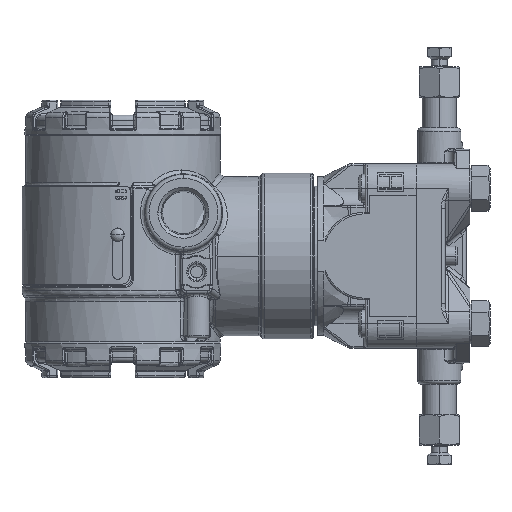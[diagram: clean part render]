
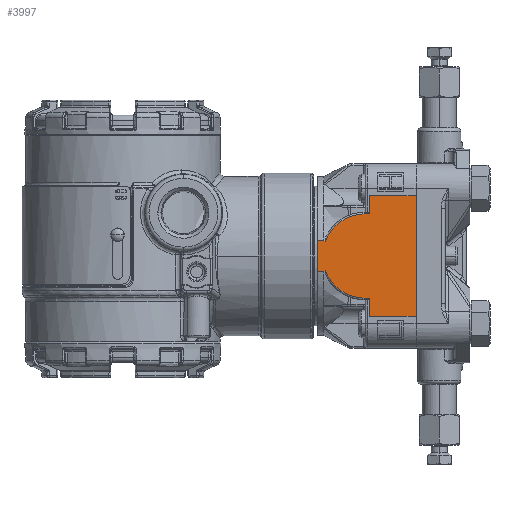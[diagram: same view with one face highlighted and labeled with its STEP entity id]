
A CAD part, left-side view. The second image highlights one B-rep face of the part: STEP entity #3997.
In plain terms, the highlighted planar face has unit normal (-1, 0, 0).
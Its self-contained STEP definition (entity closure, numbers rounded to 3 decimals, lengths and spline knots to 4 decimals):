
#247=CARTESIAN_POINT('',(-1.225,-3.805,0.));
#248=DIRECTION('',(-1.,0.,0.));
#249=DIRECTION('',(0.,0.,1.));
#250=AXIS2_PLACEMENT_3D('',#247,#248,#249);
#280=DIRECTION('',(0.,-1.,0.));
#281=VECTOR('',#280,0.095);
#282=CARTESIAN_POINT('',(-1.225,-3.059,-0.2487));
#283=LINE('',#282,#281);
#284=DIRECTION('',(0.,0.,1.));
#285=VECTOR('',#284,0.4975);
#286=CARTESIAN_POINT('',(-1.225,-3.059,-0.2487));
#287=LINE('',#286,#285);
#288=DIRECTION('',(0.,-1.,0.));
#289=VECTOR('',#288,0.095);
#290=CARTESIAN_POINT('',(-1.225,-3.059,0.2487));
#291=LINE('',#290,#289);
#296=DIRECTION('',(0.,1.,0.));
#297=VECTOR('',#296,0.07);
#298=CARTESIAN_POINT('',(-1.225,-3.875,-0.663));
#299=LINE('',#298,#297);
#332=CARTESIAN_POINT('',(-1.225,-3.805,0.));
#333=DIRECTION('',(1.,0.,0.));
#334=DIRECTION('',(0.,0.,-1.));
#335=AXIS2_PLACEMENT_3D('',#332,#333,#334);
#342=CARTESIAN_POINT('',(-1.225,-3.1798,0.2208));
#343=CARTESIAN_POINT('',(-1.225,-3.1772,0.224));
#344=CARTESIAN_POINT('',(-1.225,-3.1718,0.2303));
#345=CARTESIAN_POINT('',(-1.225,-3.1632,0.2396));
#346=CARTESIAN_POINT('',(-1.225,-3.1571,0.2457));
#347=CARTESIAN_POINT('',(-1.225,-3.154,0.2487));
#359=CARTESIAN_POINT('',(-1.225,-3.154,-0.2487));
#360=CARTESIAN_POINT('',(-1.225,-3.1571,-0.2457));
#361=CARTESIAN_POINT('',(-1.225,-3.1632,-0.2396));
#362=CARTESIAN_POINT('',(-1.225,-3.1718,-0.2303));
#363=CARTESIAN_POINT('',(-1.225,-3.1772,-0.224));
#364=CARTESIAN_POINT('',(-1.225,-3.1798,-0.2208));
#1175=DIRECTION('',(0.,0.,1.));
#1176=VECTOR('',#1175,1.9);
#1177=CARTESIAN_POINT('',(-1.225,-4.605,-0.95));
#1178=LINE('',#1177,#1176);
#1313=DIRECTION('',(0.,1.,0.));
#1314=VECTOR('',#1313,0.07);
#1315=CARTESIAN_POINT('',(-1.225,-3.875,0.663));
#1316=LINE('',#1315,#1314);
#1330=DIRECTION('',(0.,0.,-1.));
#1331=VECTOR('',#1330,0.287);
#1332=CARTESIAN_POINT('',(-1.225,-3.875,0.95));
#1333=LINE('',#1332,#1331);
#1334=DIRECTION('',(0.,0.,-1.));
#1335=VECTOR('',#1334,0.287);
#1336=CARTESIAN_POINT('',(-1.225,-3.875,-0.663));
#1337=LINE('',#1336,#1335);
#1342=DIRECTION('',(0.,-1.,0.));
#1343=VECTOR('',#1342,0.73);
#1344=CARTESIAN_POINT('',(-1.225,-3.875,0.95));
#1345=LINE('',#1344,#1343);
#1354=DIRECTION('',(0.,-1.,0.));
#1355=VECTOR('',#1354,0.73);
#1356=CARTESIAN_POINT('',(-1.225,-3.875,-0.95));
#1357=LINE('',#1356,#1355);
#2901=CARTESIAN_POINT('',(-1.225,-3.875,-0.95));
#2902=CARTESIAN_POINT('',(-1.225,-4.605,-0.95));
#2903=VERTEX_POINT('',#2901);
#2904=VERTEX_POINT('',#2902);
#2905=CARTESIAN_POINT('',(-1.225,-3.875,0.95));
#2906=CARTESIAN_POINT('',(-1.225,-4.605,0.95));
#2907=VERTEX_POINT('',#2905);
#2908=VERTEX_POINT('',#2906);
#2961=CARTESIAN_POINT('',(-1.225,-3.059,-0.2487));
#2962=CARTESIAN_POINT('',(-1.225,-3.059,0.2487));
#2963=VERTEX_POINT('',#2961);
#2964=VERTEX_POINT('',#2962);
#2973=CARTESIAN_POINT('',(-1.225,-3.154,-0.2487));
#2975=VERTEX_POINT('',#2973);
#2978=CARTESIAN_POINT('',(-1.225,-3.154,0.2487));
#2980=VERTEX_POINT('',#2978);
#3479=CARTESIAN_POINT('',(-1.225,-3.805,0.663));
#3480=CARTESIAN_POINT('',(-1.225,-3.1798,0.2208));
#3481=VERTEX_POINT('',#3479);
#3482=VERTEX_POINT('',#3480);
#3487=CARTESIAN_POINT('',(-1.225,-3.875,0.663));
#3488=VERTEX_POINT('',#3487);
#3497=CARTESIAN_POINT('',(-1.225,-3.875,-0.663));
#3498=CARTESIAN_POINT('',(-1.225,-3.805,-0.663));
#3499=VERTEX_POINT('',#3497);
#3500=VERTEX_POINT('',#3498);
#3505=CARTESIAN_POINT('',(-1.225,-3.1798,-0.2208));
#3506=VERTEX_POINT('',#3505);
#3963=CARTESIAN_POINT('',(-1.225,-3.875,-0.95));
#3964=DIRECTION('',(-1.,0.,0.));
#3965=DIRECTION('',(0.,-1.,0.));
#3966=AXIS2_PLACEMENT_3D('',#3963,#3964,#3965);
#3967=PLANE('',#3966);
#3969=ORIENTED_EDGE('',*,*,#3968,.T.);
#3971=ORIENTED_EDGE('',*,*,#3970,.T.);
#3973=ORIENTED_EDGE('',*,*,#3972,.F.);
#3975=ORIENTED_EDGE('',*,*,#3974,.F.);
#3977=ORIENTED_EDGE('',*,*,#3976,.T.);
#3979=ORIENTED_EDGE('',*,*,#3978,.T.);
#3981=ORIENTED_EDGE('',*,*,#3980,.F.);
#3982=ORIENTED_EDGE('',*,*,#3953,.F.);
#3984=ORIENTED_EDGE('',*,*,#3983,.F.);
#3986=ORIENTED_EDGE('',*,*,#3985,.F.);
#3988=ORIENTED_EDGE('',*,*,#3987,.T.);
#3990=ORIENTED_EDGE('',*,*,#3989,.F.);
#3992=ORIENTED_EDGE('',*,*,#3991,.F.);
#3994=ORIENTED_EDGE('',*,*,#3993,.F.);
#3995=EDGE_LOOP('',(#3969,#3971,#3973,#3975,#3977,#3979,#3981,#3982,#3984,#3986,
#3988,#3990,#3992,#3994));
#3996=FACE_OUTER_BOUND('',#3995,.F.);
#251=CIRCLE('',#250,0.663);
#336=CIRCLE('',#335,0.663);
#348=B_SPLINE_CURVE_WITH_KNOTS('',3,(#342,#343,#344,#345,#346,#347),
.UNSPECIFIED.,.F.,.F.,(4,1,1,4),(0.,0.3333,0.6667,1.),
.UNSPECIFIED.);
#365=B_SPLINE_CURVE_WITH_KNOTS('',3,(#359,#360,#361,#362,#363,#364),
.UNSPECIFIED.,.F.,.F.,(4,1,1,4),(0.,0.3333,0.6667,1.),
.UNSPECIFIED.);
#3953=EDGE_CURVE('',#3481,#3482,#251,.T.);
#3968=EDGE_CURVE('',#3499,#3500,#299,.T.);
#3970=EDGE_CURVE('',#3500,#3506,#336,.T.);
#3972=EDGE_CURVE('',#2975,#3506,#365,.T.);
#3974=EDGE_CURVE('',#2963,#2975,#283,.T.);
#3976=EDGE_CURVE('',#2963,#2964,#287,.T.);
#3978=EDGE_CURVE('',#2964,#2980,#291,.T.);
#3980=EDGE_CURVE('',#3482,#2980,#348,.T.);
#3983=EDGE_CURVE('',#3488,#3481,#1316,.T.);
#3985=EDGE_CURVE('',#2907,#3488,#1333,.T.);
#3987=EDGE_CURVE('',#2907,#2908,#1345,.T.);
#3989=EDGE_CURVE('',#2904,#2908,#1178,.T.);
#3991=EDGE_CURVE('',#2903,#2904,#1357,.T.);
#3993=EDGE_CURVE('',#3499,#2903,#1337,.T.);
#3997=ADVANCED_FACE('',(#3996),#3967,.T.);
